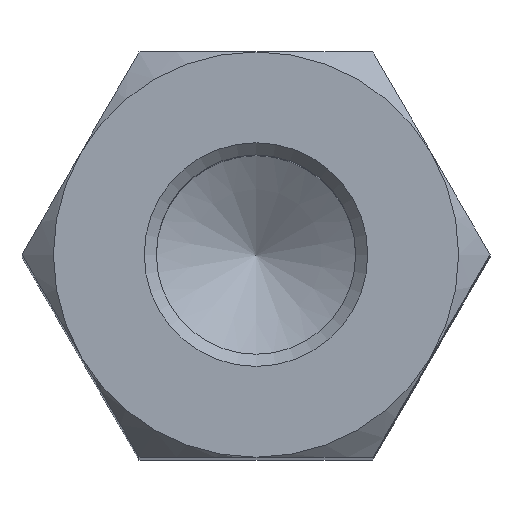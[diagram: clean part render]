
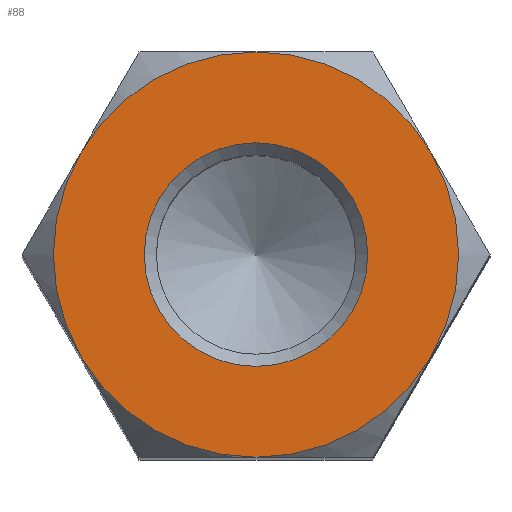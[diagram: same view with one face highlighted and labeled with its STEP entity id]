
A CAD part, top view. The second image highlights one B-rep face of the part: STEP entity #88.
In plain terms, the highlighted planar face has unit normal (0, 0, 1).
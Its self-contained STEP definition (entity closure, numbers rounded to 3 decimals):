
#88 = ADVANCED_FACE( '', ( #187, #188 ), #189, .T. );
#187 = FACE_BOUND( '', #288, .T. );
#188 = FACE_OUTER_BOUND( '', #289, .T. );
#189 = PLANE( '', #290 );
#288 = EDGE_LOOP( '', ( #456 ) );
#289 = EDGE_LOOP( '', ( #457, #458, #459, #460, #461, #462 ) );
#290 = AXIS2_PLACEMENT_3D( '', #463, #464, #465 );
#456 = ORIENTED_EDGE( '', *, *, #589, .T. );
#457 = ORIENTED_EDGE( '', *, *, #586, .F. );
#458 = ORIENTED_EDGE( '', *, *, #598, .F. );
#459 = ORIENTED_EDGE( '', *, *, #599, .F. );
#460 = ORIENTED_EDGE( '', *, *, #577, .T. );
#461 = ORIENTED_EDGE( '', *, *, #595, .F. );
#462 = ORIENTED_EDGE( '', *, *, #593, .F. );
#463 = CARTESIAN_POINT( '', ( 0., 0., 20. ) );
#464 = DIRECTION( '', ( 0., 0., 1. ) );
#465 = DIRECTION( '', ( 1., 0., 0. ) );
#577 = EDGE_CURVE( '', #681, #682, #683, .T. );
#586 = EDGE_CURVE( '', #641, #690, #694, .F. );
#589 = EDGE_CURVE( '', #698, #698, #699, .T. );
#593 = EDGE_CURVE( '', #690, #620, #702, .F. );
#595 = EDGE_CURVE( '', #620, #682, #704, .F. );
#598 = EDGE_CURVE( '', #657, #641, #707, .F. );
#599 = EDGE_CURVE( '', #681, #657, #708, .F. );
#620 = VERTEX_POINT( '', #738 );
#641 = VERTEX_POINT( '', #785 );
#657 = VERTEX_POINT( '', #827 );
#681 = VERTEX_POINT( '', #882 );
#682 = VERTEX_POINT( '', #883 );
#683 = CIRCLE( '', #884, 5. );
#690 = VERTEX_POINT( '', #910 );
#694 = CIRCLE( '', #928, 5. );
#698 = VERTEX_POINT( '', #932 );
#699 = CIRCLE( '', #933, 2.759 );
#702 = CIRCLE( '', #936, 5. );
#704 = CIRCLE( '', #938, 5. );
#707 = CIRCLE( '', #948, 5. );
#708 = CIRCLE( '', #949, 5. );
#738 = CARTESIAN_POINT( '', ( -4.33, -2.5, 20. ) );
#785 = CARTESIAN_POINT( '', ( 4.33, -2.5, 20. ) );
#827 = CARTESIAN_POINT( '', ( 4.33, 2.5, 20. ) );
#882 = CARTESIAN_POINT( '', ( 0., 5., 20. ) );
#883 = CARTESIAN_POINT( '', ( -4.33, 2.5, 20. ) );
#884 = AXIS2_PLACEMENT_3D( '', #1033, #1034, #1035 );
#910 = CARTESIAN_POINT( '', ( 0., -5., 20. ) );
#928 = AXIS2_PLACEMENT_3D( '', #1036, #1037, #1038 );
#932 = CARTESIAN_POINT( '', ( 0., 2.759, 20. ) );
#933 = AXIS2_PLACEMENT_3D( '', #1042, #1043, #1044 );
#936 = AXIS2_PLACEMENT_3D( '', #1045, #1046, #1047 );
#938 = AXIS2_PLACEMENT_3D( '', #1048, #1049, #1050 );
#948 = AXIS2_PLACEMENT_3D( '', #1051, #1052, #1053 );
#949 = AXIS2_PLACEMENT_3D( '', #1054, #1055, #1056 );
#1033 = CARTESIAN_POINT( '', ( 0., 0., 20. ) );
#1034 = DIRECTION( '', ( 0., 0., 1. ) );
#1035 = DIRECTION( '', ( 1., 0., 0. ) );
#1036 = CARTESIAN_POINT( '', ( 0., 0., 20. ) );
#1037 = DIRECTION( '', ( 0., 0., 1. ) );
#1038 = DIRECTION( '', ( 1., 0., 0. ) );
#1042 = CARTESIAN_POINT( '', ( 0., 0., 20. ) );
#1043 = DIRECTION( '', ( 0., 0., -1. ) );
#1044 = DIRECTION( '', ( 0., 1., 0. ) );
#1045 = CARTESIAN_POINT( '', ( 0., 0., 20. ) );
#1046 = DIRECTION( '', ( 0., 0., 1. ) );
#1047 = DIRECTION( '', ( 1., 0., 0. ) );
#1048 = CARTESIAN_POINT( '', ( 0., 0., 20. ) );
#1049 = DIRECTION( '', ( 0., 0., 1. ) );
#1050 = DIRECTION( '', ( 1., 0., 0. ) );
#1051 = CARTESIAN_POINT( '', ( 0., 0., 20. ) );
#1052 = DIRECTION( '', ( 0., 0., 1. ) );
#1053 = DIRECTION( '', ( 1., 0., 0. ) );
#1054 = CARTESIAN_POINT( '', ( 0., 0., 20. ) );
#1055 = DIRECTION( '', ( 0., 0., 1. ) );
#1056 = DIRECTION( '', ( 1., 0., 0. ) );
